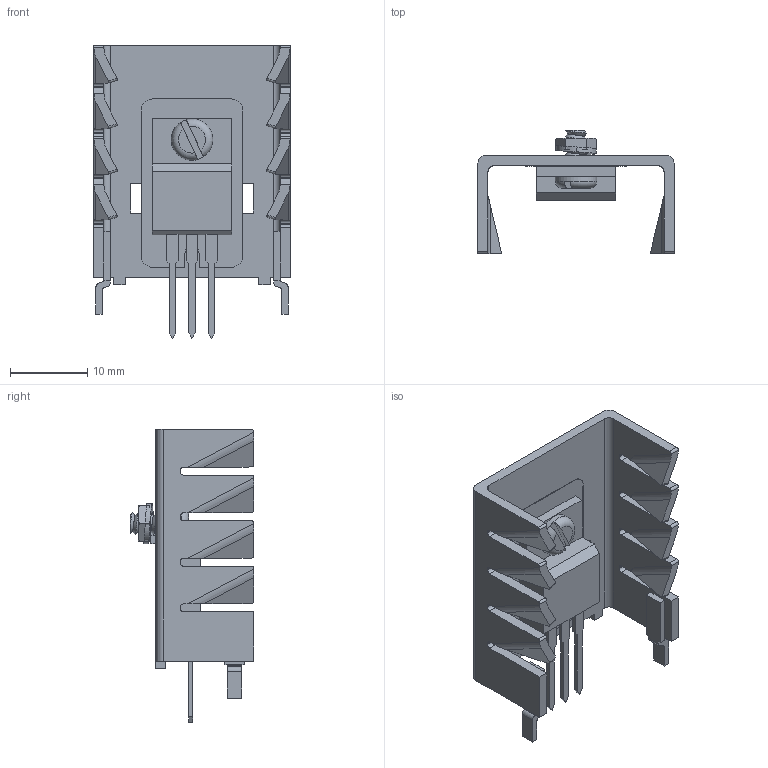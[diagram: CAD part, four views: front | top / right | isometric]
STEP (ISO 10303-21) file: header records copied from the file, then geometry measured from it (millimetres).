
FILE_DESCRIPTION(/* description */ ('Unknown'),/* implementation_level */ '2;1');
FILE_NAME(/* name */ '240-118ABEH-22.step',/* time_stamp */ '2024-10-25T16:26:40+02:00',/* author */ (''),/* organization */ (''),/* preprocessor_version */ 'ST-DEVELOPER v20',/* originating_system */ 'Autodesk Translation Framework v13.20.0.188',/* authorisation */ '');
FILE_SCHEMA (('AUTOMOTIVE_DESIGN { 1 0 10303 214 3 1 1 }'));
Length unit declared in the file: millimetre
Products named in the file (8): 240-118ABEH-22; Component1; Component2; Component3; Component4; Component5; Component6; Component7
Assembly tree (7 placements, depth 2):
  240-118ABEH-22
    Component1
    Component2
    Component3
    Component4
    Component5
    Component6
    Component7
Bounding box: 25.4 x 16.01 x 37.95 mm (x, y, z)
Volume: 2385.5 mm3; surface area: 4580.4 mm2
Topology: 6 solids, 6 shells, 295 faces, 830 edges, 540 vertices
Faces by surface type: plane 177, cylinder 79, cone 24, bspline 14, torus 1
Full cylindrical faces by diameter (mm): 1.651 x2, 2.083 x6, 2.667 x1, 2.845 x1, 3.2 x1, 3.581 x1, 3.735 x1, 5.385 x1
Entity records: 12274 total; most frequent: CARTESIAN_POINT 4436, ORIENTED_EDGE 1644, DIRECTION 1465, EDGE_CURVE 822, LINE 559, VECTOR 559, VERTEX_POINT 540, AXIS2_PLACEMENT_3D 453
